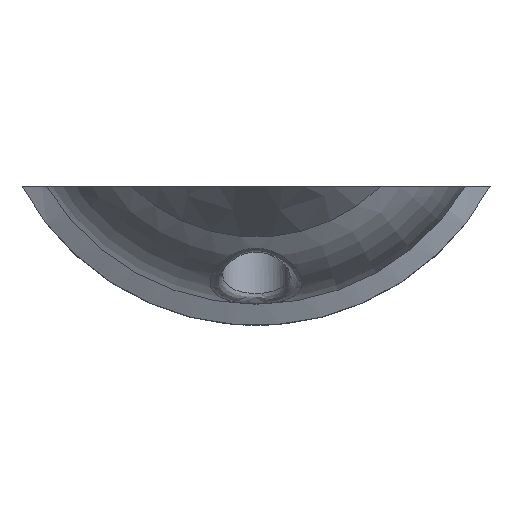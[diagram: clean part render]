
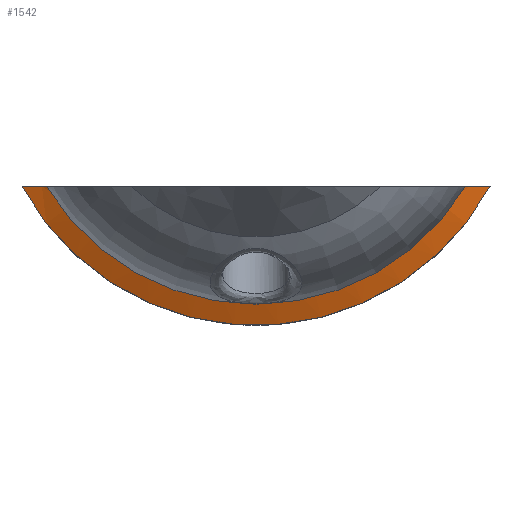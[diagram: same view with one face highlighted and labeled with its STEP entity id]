
A CAD part, front view. The second image highlights one B-rep face of the part: STEP entity #1542.
In plain terms, the highlighted toroidal (fillet/blend) face has major radius 27.468 mm and minor radius 10.705 mm.
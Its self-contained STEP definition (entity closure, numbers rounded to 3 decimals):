
#948 = VERTEX_POINT('',#949);
#949 = CARTESIAN_POINT('',(-21.932,56.513,-12.));
#956 = EDGE_CURVE('',#948,#957,#959,.T.);
#957 = VERTEX_POINT('',#958);
#958 = CARTESIAN_POINT('',(-12.738,50.,-12.));
#959 = B_SPLINE_CURVE_WITH_KNOTS('',7,(#960,#961,#962,#963,#964,#965,
    #966,#967,#968,#969,#970,#971,#972,#973,#974,#975,#976,#977,#978,
    #979,#980,#981,#982,#983,#984,#985),.UNSPECIFIED.,.F.,.F.,(8,6,6,6,8
    ),(0.,0.321,0.708,0.834,1.),
  .UNSPECIFIED.);
#960 = CARTESIAN_POINT('',(-21.932,56.513,-12.));
#961 = CARTESIAN_POINT('',(-21.411,56.404,-12.));
#962 = CARTESIAN_POINT('',(-20.895,56.273,-12.));
#963 = CARTESIAN_POINT('',(-20.384,56.119,-12.));
#964 = CARTESIAN_POINT('',(-19.881,55.944,-12.));
#965 = CARTESIAN_POINT('',(-19.386,55.747,-12.));
#966 = CARTESIAN_POINT('',(-18.899,55.529,-12.));
#967 = CARTESIAN_POINT('',(-17.848,55.004,-12.));
#968 = CARTESIAN_POINT('',(-17.288,54.688,-12.));
#969 = CARTESIAN_POINT('',(-16.745,54.343,-12.));
#970 = CARTESIAN_POINT('',(-16.219,53.97,-12.));
#971 = CARTESIAN_POINT('',(-15.715,53.57,-12.));
#972 = CARTESIAN_POINT('',(-15.233,53.144,-12.));
#973 = CARTESIAN_POINT('',(-14.628,52.544,-12.));
#974 = CARTESIAN_POINT('',(-14.483,52.393,-12.));
#975 = CARTESIAN_POINT('',(-14.34,52.241,-12.));
#976 = CARTESIAN_POINT('',(-14.2,52.085,-12.));
#977 = CARTESIAN_POINT('',(-14.063,51.927,-12.));
#978 = CARTESIAN_POINT('',(-13.93,51.766,-12.));
#979 = CARTESIAN_POINT('',(-13.628,51.387,-12.));
#980 = CARTESIAN_POINT('',(-13.463,51.167,-12.));
#981 = CARTESIAN_POINT('',(-13.304,50.942,-12.));
#982 = CARTESIAN_POINT('',(-13.152,50.713,-12.));
#983 = CARTESIAN_POINT('',(-13.006,50.48,-12.));
#984 = CARTESIAN_POINT('',(-12.868,50.242,-12.));
#985 = CARTESIAN_POINT('',(-12.738,50.,-12.));
#1133 = VERTEX_POINT('',#1134);
#1134 = CARTESIAN_POINT('',(12.738,50.,-12.));
#1140 = EDGE_CURVE('',#1141,#1133,#1143,.T.);
#1141 = VERTEX_POINT('',#1142);
#1142 = CARTESIAN_POINT('',(21.932,56.513,-12.));
#1143 = B_SPLINE_CURVE_WITH_KNOTS('',7,(#1144,#1145,#1146,#1147,#1148,
    #1149,#1150,#1151,#1152,#1153,#1154,#1155,#1156,#1157,#1158,#1159,
    #1160,#1161,#1162,#1163,#1164,#1165,#1166,#1167,#1168,#1169),
  .UNSPECIFIED.,.F.,.F.,(8,6,6,6,8),(0.,0.321,0.708,
    0.834,1.),.UNSPECIFIED.);
#1144 = CARTESIAN_POINT('',(21.932,56.513,-12.));
#1145 = CARTESIAN_POINT('',(21.411,56.404,-12.));
#1146 = CARTESIAN_POINT('',(20.895,56.273,-12.));
#1147 = CARTESIAN_POINT('',(20.384,56.119,-12.));
#1148 = CARTESIAN_POINT('',(19.881,55.944,-12.));
#1149 = CARTESIAN_POINT('',(19.386,55.747,-12.));
#1150 = CARTESIAN_POINT('',(18.899,55.529,-12.));
#1151 = CARTESIAN_POINT('',(17.848,55.004,-12.));
#1152 = CARTESIAN_POINT('',(17.288,54.688,-12.));
#1153 = CARTESIAN_POINT('',(16.745,54.343,-12.));
#1154 = CARTESIAN_POINT('',(16.219,53.97,-12.));
#1155 = CARTESIAN_POINT('',(15.715,53.57,-12.));
#1156 = CARTESIAN_POINT('',(15.233,53.144,-12.));
#1157 = CARTESIAN_POINT('',(14.628,52.544,-12.));
#1158 = CARTESIAN_POINT('',(14.483,52.393,-12.));
#1159 = CARTESIAN_POINT('',(14.34,52.241,-12.));
#1160 = CARTESIAN_POINT('',(14.2,52.085,-12.));
#1161 = CARTESIAN_POINT('',(14.063,51.927,-12.));
#1162 = CARTESIAN_POINT('',(13.93,51.766,-12.));
#1163 = CARTESIAN_POINT('',(13.628,51.387,-12.));
#1164 = CARTESIAN_POINT('',(13.463,51.167,-12.));
#1165 = CARTESIAN_POINT('',(13.304,50.942,-12.));
#1166 = CARTESIAN_POINT('',(13.152,50.713,-12.));
#1167 = CARTESIAN_POINT('',(13.006,50.48,-12.));
#1168 = CARTESIAN_POINT('',(12.868,50.242,-12.));
#1169 = CARTESIAN_POINT('',(12.738,50.,-12.));
#1395 = EDGE_CURVE('',#948,#1141,#1396,.T.);
#1396 = CIRCLE('',#1397,25.);
#1397 = AXIS2_PLACEMENT_3D('',#1398,#1399,#1400);
#1398 = CARTESIAN_POINT('',(0.,56.513,0.));
#1399 = DIRECTION('',(0.,-1.,0.));
#1400 = DIRECTION('',(1.,0.,0.));
#1542 = ADVANCED_FACE('',(#1543),#1555,.F.);
#1543 = FACE_BOUND('',#1544,.T.);
#1544 = EDGE_LOOP('',(#1545,#1546,#1547,#1548));
#1545 = ORIENTED_EDGE('',*,*,#956,.F.);
#1546 = ORIENTED_EDGE('',*,*,#1395,.T.);
#1547 = ORIENTED_EDGE('',*,*,#1140,.T.);
#1548 = ORIENTED_EDGE('',*,*,#1549,.F.);
#1549 = EDGE_CURVE('',#957,#1133,#1550,.T.);
#1550 = CIRCLE('',#1551,17.5);
#1551 = AXIS2_PLACEMENT_3D('',#1552,#1553,#1554);
#1552 = CARTESIAN_POINT('',(0.,50.,0.));
#1553 = DIRECTION('',(0.,-1.,0.));
#1554 = DIRECTION('',(1.,0.,0.));
#1555 = TOROIDAL_SURFACE('',#1556,27.468,10.705);
#1556 = AXIS2_PLACEMENT_3D('',#1557,#1558,#1559);
#1557 = CARTESIAN_POINT('',(0.,46.096,0.));
#1558 = DIRECTION('',(0.,1.,0.));
#1559 = DIRECTION('',(1.,0.,0.));
